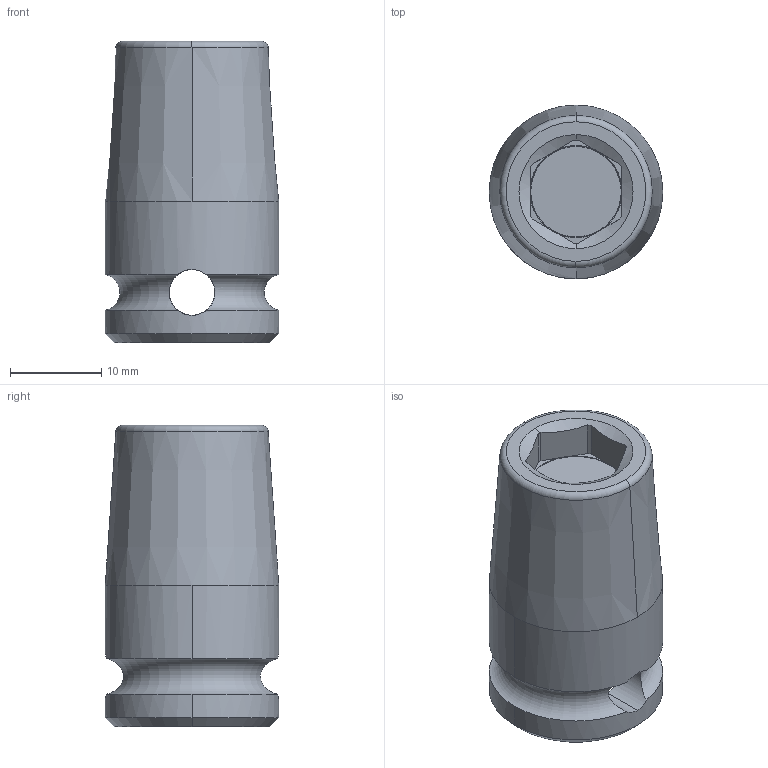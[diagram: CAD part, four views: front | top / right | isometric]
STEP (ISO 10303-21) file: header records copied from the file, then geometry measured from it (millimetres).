
FILE_DESCRIPTION((''),'2;1');
FILE_NAME('4027120610','2023-09-11T14:07:10',('a00565553'),(''),'CREO PARAMETRIC BY PTC INC, 2022414','CREO PARAMETRIC BY PTC INC, 2022414','');
FILE_SCHEMA(('CONFIG_CONTROL_DESIGN','GEOMETRIC_VALIDATION_PROPERTIES_MIM'));
Length unit declared in the file: millimetre
Products named in the file (1): 4027120610
Bounding box: 19 x 19 x 33 mm (x, y, z)
Volume: 6796.9 mm3; surface area: 3886.1 mm2
Topology: 2 solids, 2 shells, 72 faces, 183 edges, 113 vertices
Faces by surface type: plane 33, cylinder 23, cone 12, torus 4
Entity records: 2491 total; most frequent: CARTESIAN_POINT 646, DIRECTION 368, ORIENTED_EDGE 362, EDGE_CURVE 181, AXIS2_PLACEMENT_3D 148, VERTEX_POINT 113, EDGE_LOOP 76, CIRCLE 76
